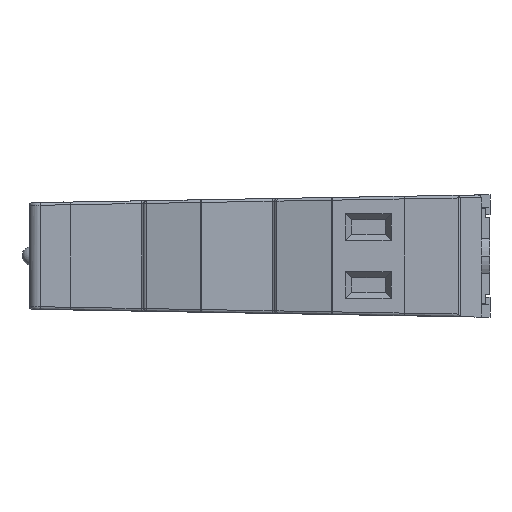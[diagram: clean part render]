
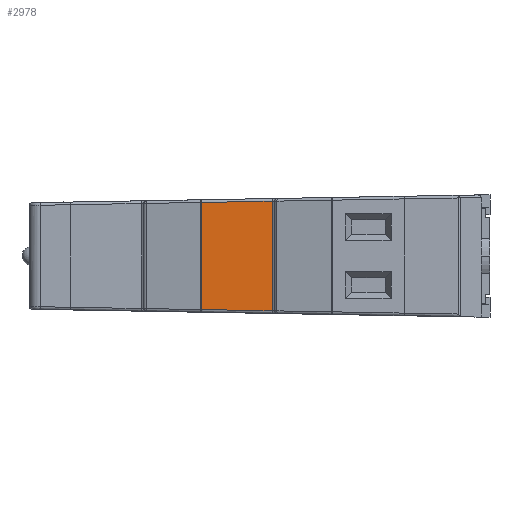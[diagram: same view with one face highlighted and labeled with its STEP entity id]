
A CAD part, left-side view. The second image highlights one B-rep face of the part: STEP entity #2978.
In plain terms, the highlighted planar face has unit normal (-1, 0, 0).
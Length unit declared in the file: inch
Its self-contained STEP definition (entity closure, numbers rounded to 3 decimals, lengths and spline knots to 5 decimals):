
#602 = DIRECTION ( 'NONE',  ( 0., -1., -0.017 ) ) ;
#2978 = ADVANCED_FACE ( 'NONE', ( #21456 ), #11930, .F. ) ;
#8453 = VERTEX_POINT ( 'NONE', #24543 ) ;
#9080 = LINE ( 'NONE', #33338, #49895 ) ;
#10036 = VECTOR ( 'NONE', #602, 39.37008 ) ;
#11490 = LINE ( 'NONE', #15697, #31254 ) ;
#11930 = PLANE ( 'NONE',  #39872 ) ;
#13306 = VERTEX_POINT ( 'NONE', #35057 ) ;
#15697 = CARTESIAN_POINT ( 'NONE',  ( -1.32, 1.218, 0.3215 ) ) ;
#16539 = ORIENTED_EDGE ( 'NONE', *, *, #32156, .T. ) ;
#18650 = EDGE_LOOP ( 'NONE', ( #31795, #42380, #47167, #16539 ) ) ;
#19671 = DIRECTION ( 'NONE',  ( 0., 0., 1. ) ) ;
#20037 = DIRECTION ( 'NONE',  ( 1., 0., 0. ) ) ;
#21456 = FACE_OUTER_BOUND ( 'NONE', #18650, .T. ) ;
#22817 = CARTESIAN_POINT ( 'NONE',  ( -1.32, 1.61369, -0.29933 ) ) ;
#24543 = CARTESIAN_POINT ( 'NONE',  ( -1.32, 1.218, -0.30624 ) ) ;
#27456 = CARTESIAN_POINT ( 'NONE',  ( -1.32, 1.61369, -0.31431 ) ) ;
#28234 = VECTOR ( 'NONE', #51155, 39.37008 ) ;
#31028 = VERTEX_POINT ( 'NONE', #22817 ) ;
#31254 = VECTOR ( 'NONE', #19671, 39.37008 ) ;
#31795 = ORIENTED_EDGE ( 'NONE', *, *, #43764, .T. ) ;
#31803 = CARTESIAN_POINT ( 'NONE',  ( -1.32, 1.61369, 0.29933 ) ) ;
#32156 = EDGE_CURVE ( 'NONE', #40709, #31028, #50529, .T. ) ;
#33338 = CARTESIAN_POINT ( 'NONE',  ( -1.32, 2.13175, 0.29029 ) ) ;
#35057 = CARTESIAN_POINT ( 'NONE',  ( -1.32, 1.218, 0.30624 ) ) ;
#37298 = DIRECTION ( 'NONE',  ( 0., 1., -0.017 ) ) ;
#39872 = AXIS2_PLACEMENT_3D ( 'NONE', #43672, #20037, #47653 ) ;
#40709 = VERTEX_POINT ( 'NONE', #31803 ) ;
#41524 = LINE ( 'NONE', #47928, #10036 ) ;
#42380 = ORIENTED_EDGE ( 'NONE', *, *, #51217, .T. ) ;
#43672 = CARTESIAN_POINT ( 'NONE',  ( -1.32, 2.10421, -1.2875 ) ) ;
#43764 = EDGE_CURVE ( 'NONE', #31028, #8453, #41524, .T. ) ;
#45985 = EDGE_CURVE ( 'NONE', #13306, #40709, #9080, .T. ) ;
#47167 = ORIENTED_EDGE ( 'NONE', *, *, #45985, .T. ) ;
#47653 = DIRECTION ( 'NONE',  ( 0., 0., -1. ) ) ;
#47928 = CARTESIAN_POINT ( 'NONE',  ( -1.32, 2.08682, -0.29107 ) ) ;
#49895 = VECTOR ( 'NONE', #37298, 39.37008 ) ;
#50529 = LINE ( 'NONE', #27456, #28234 ) ;
#51155 = DIRECTION ( 'NONE',  ( 0., 0., -1. ) ) ;
#51217 = EDGE_CURVE ( 'NONE', #8453, #13306, #11490, .T. ) ;
